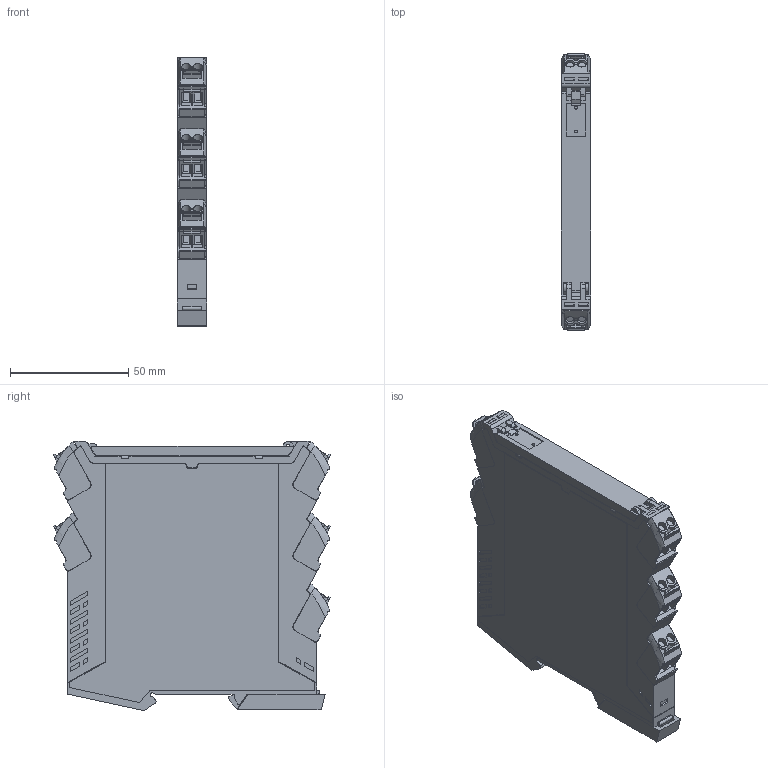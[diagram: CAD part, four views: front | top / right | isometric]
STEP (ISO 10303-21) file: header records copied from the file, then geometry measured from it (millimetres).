
FILE_DESCRIPTION(('CATIA V5 STEP Exchange','CAx-IF Rec.Pracs.--- Model Styling and Organization---1.4--- 2014-01-23'),'2;1');
FILE_NAME ('D1473822_0_1519270000_S3D_CH20M12_SET_3_2_BK_OR.stp','2021-02-12T08:27:08+00:00',('none'),('Weidmueller'),'CATIA Version 5-6 Release 2016 SP3 HF44','CATIA V5 STEP AP214','none');
FILE_SCHEMA(('AUTOMOTIVE_DESIGN { 1 0 10303 214 1 1 1 1 }'));
Products named in the file (1): S3D_CH20M12_SET_3_2_BK_OR
Bounding box: 12.5 x 117.33 x 114.02 mm (x, y, z)
Volume: 56087.6 mm3; surface area: 92745.8 mm2
Topology: 61 solids, 61 shells, 3498 faces, 10834 edges, 7540 vertices
Faces by surface type: plane 2596, cylinder 660, extrusion 190, revolution 40, bspline 10, sphere 2
Entity records: 124648 total; most frequent: CARTESIAN_POINT 28431, ORIENTED_EDGE 21668, DIRECTION 15272, EDGE_CURVE 10834, VECTOR 8147, LINE 7957, VERTEX_POINT 7540, AXIS2_PLACEMENT_3D 4262
